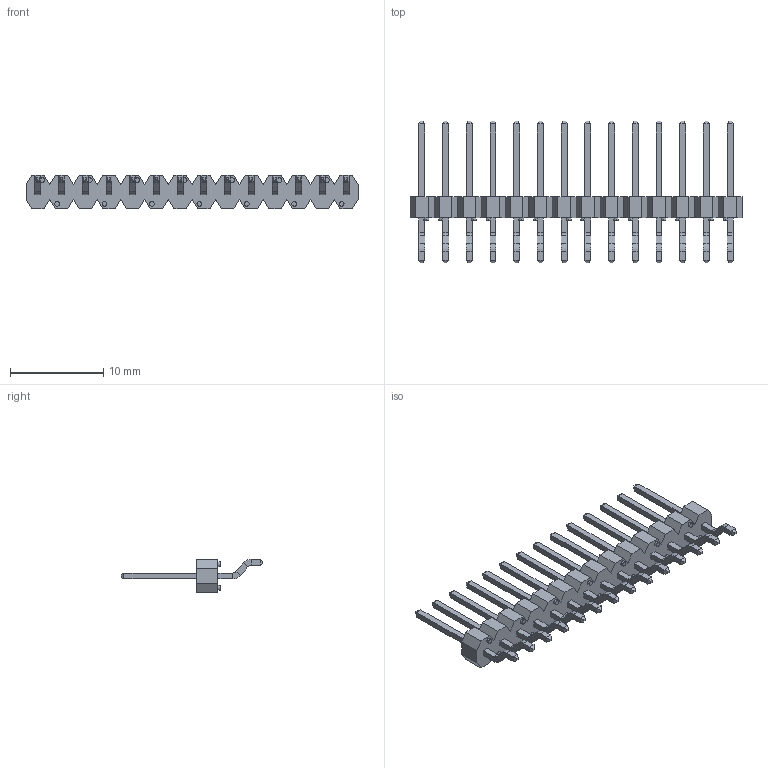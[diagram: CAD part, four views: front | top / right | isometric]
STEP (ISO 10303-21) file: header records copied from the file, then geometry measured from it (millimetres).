
FILE_DESCRIPTION (( 'STEP AP203' ), '1' );
FILE_NAME ('_ _C14SGSN-M89.step', '2018-07-25T06:07:13', ( 'LUANN HERRING' ), ( 'SULLINS' ), 'SwSTEP 2.0', 'SolidWorks 2016', '' );
FILE_SCHEMA (( 'CONFIG_CONTROL_DESIGN' ));
Length unit declared in the file: inch
Products named in the file (2): _ _C14SGSN-M89
Bounding box: 35.56 x 15.19 x 3.56 mm (x, y, z)
Volume: 327.1 mm3; surface area: 931.5 mm2
Topology: 1 solids, 1 shells, 606 faces, 1350 edges, 788 vertices
Faces by surface type: plane 522, cylinder 84
Entity records: 16291 total; most frequent: CARTESIAN_POINT 2746, DIRECTION 2734, ORIENTED_EDGE 2700, EDGE_CURVE 1350, VECTOR 1182, LINE 1182, VERTEX_POINT 788, AXIS2_PLACEMENT_3D 776
